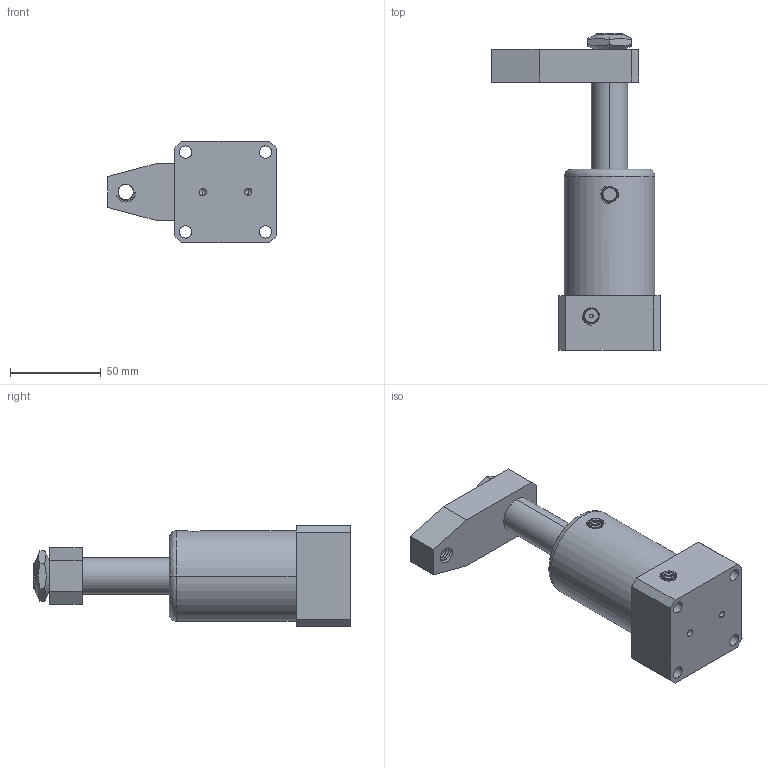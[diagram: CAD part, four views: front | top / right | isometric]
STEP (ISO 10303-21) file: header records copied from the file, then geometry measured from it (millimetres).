
FILE_DESCRIPTION (( 'STEP AP214' ), '1' );
FILE_NAME ('chs-32s-e_asm.STEP', '2020-02-12T05:57:37', ( '' ), ( '' ), 'SwSTEP 2.0', 'SolidWorks 2016', '' );
FILE_SCHEMA (( 'AUTOMOTIVE_DESIGN' ));
Length unit declared in the file: millimetre
Products named in the file (5): chs-32s-e_asm; M16_1; CHS-32S-01_1; CHS-32S-02-E; CHS-32-03-E_1
Assembly tree (4 placements, depth 2):
  chs-32s-e_asm
    CHS-32-03-E_1
    CHS-32S-02-E
    CHS-32S-01_1
    M16_1
Bounding box: 93.02 x 174.8 x 56 mm (x, y, z)
Volume: 297225.6 mm3; surface area: 50705.9 mm2
Topology: 5 solids, 6 shells, 242 faces, 801 edges, 574 vertices
Faces by surface type: cylinder 89, cone 72, plane 47, bspline 34
Entity records: 30186 total; most frequent: CARTESIAN_POINT 24167, ORIENTED_EDGE 1590, EDGE_CURVE 795, DIRECTION 655, B_SPLINE_CURVE_WITH_KNOTS 593, VERTEX_POINT 574, EDGE_LOOP 265, AXIS2_PLACEMENT_3D 249
